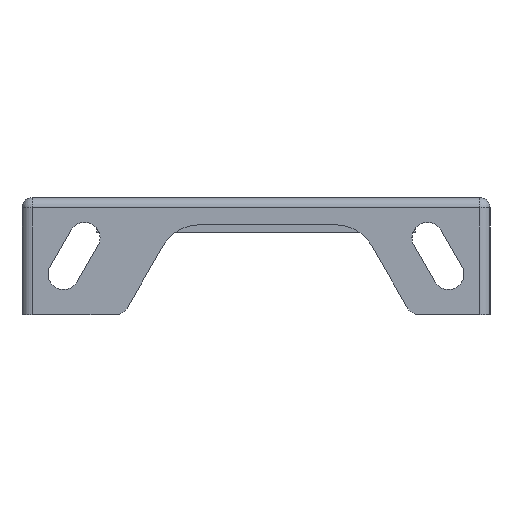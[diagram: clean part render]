
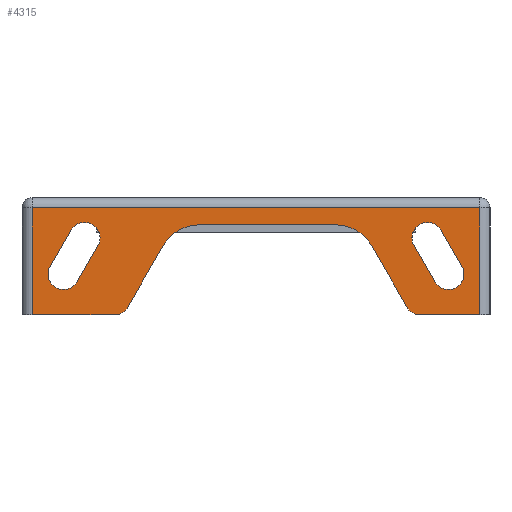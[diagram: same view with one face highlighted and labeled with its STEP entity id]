
A CAD part, left-side view. The second image highlights one B-rep face of the part: STEP entity #4315.
In plain terms, the highlighted planar face has unit normal (-1, 0, 0).
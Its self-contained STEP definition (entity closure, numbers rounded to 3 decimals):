
#44=FACE_BOUND('',#465,.T.);
#45=FACE_BOUND('',#466,.T.);
#93=PLANE('',#4622);
#218=FACE_OUTER_BOUND('',#464,.T.);
#464=EDGE_LOOP('',(#3088,#3089,#3090,#3091,#3092,#3093,#3094,#3095,#3096,
#3097,#3098,#3099));
#465=EDGE_LOOP('',(#3100,#3101,#3102,#3103));
#466=EDGE_LOOP('',(#3104,#3105,#3106,#3107));
#796=LINE('',#6621,#1228);
#799=LINE('',#6628,#1231);
#804=LINE('',#6642,#1236);
#806=LINE('',#6646,#1238);
#807=LINE('',#6650,#1239);
#808=LINE('',#6654,#1240);
#809=LINE('',#6658,#1241);
#810=LINE('',#6661,#1242);
#811=LINE('',#6664,#1243);
#812=LINE('',#6668,#1244);
#813=LINE('',#6674,#1245);
#814=LINE('',#6677,#1246);
#1228=VECTOR('',#5246,10.);
#1231=VECTOR('',#5253,10.);
#1236=VECTOR('',#5268,10.);
#1238=VECTOR('',#5272,10.);
#1239=VECTOR('',#5275,10.);
#1240=VECTOR('',#5278,10.);
#1241=VECTOR('',#5281,10.);
#1242=VECTOR('',#5284,10.);
#1243=VECTOR('',#5285,10.);
#1244=VECTOR('',#5288,10.);
#1245=VECTOR('',#5293,10.);
#1246=VECTOR('',#5296,10.);
#1656=CIRCLE('',#4623,1.2);
#1657=CIRCLE('',#4624,4.);
#1658=CIRCLE('',#4625,4.);
#1659=CIRCLE('',#4626,1.2);
#1660=CIRCLE('',#4627,1.5);
#1661=CIRCLE('',#4628,1.5);
#1662=CIRCLE('',#4629,1.5);
#1663=CIRCLE('',#4630,1.5);
#1935=VERTEX_POINT('',#6582);
#1941=VERTEX_POINT('',#6596);
#1948=VERTEX_POINT('',#6624);
#1953=VERTEX_POINT('',#6640);
#1954=VERTEX_POINT('',#6645);
#1955=VERTEX_POINT('',#6647);
#1956=VERTEX_POINT('',#6649);
#1957=VERTEX_POINT('',#6651);
#1958=VERTEX_POINT('',#6653);
#1959=VERTEX_POINT('',#6655);
#1960=VERTEX_POINT('',#6657);
#1961=VERTEX_POINT('',#6659);
#1962=VERTEX_POINT('',#6662);
#1963=VERTEX_POINT('',#6663);
#1964=VERTEX_POINT('',#6665);
#1965=VERTEX_POINT('',#6667);
#1966=VERTEX_POINT('',#6670);
#1967=VERTEX_POINT('',#6671);
#1968=VERTEX_POINT('',#6673);
#1969=VERTEX_POINT('',#6675);
#2393=EDGE_CURVE('',#1935,#1941,#796,.T.);
#2397=EDGE_CURVE('',#1941,#1948,#799,.T.);
#2404=EDGE_CURVE('',#1953,#1935,#804,.T.);
#2406=EDGE_CURVE('',#1954,#1953,#806,.T.);
#2407=EDGE_CURVE('',#1954,#1955,#1656,.T.);
#2408=EDGE_CURVE('',#1955,#1956,#807,.T.);
#2409=EDGE_CURVE('',#1956,#1957,#1657,.T.);
#2410=EDGE_CURVE('',#1957,#1958,#808,.T.);
#2411=EDGE_CURVE('',#1958,#1959,#1658,.T.);
#2412=EDGE_CURVE('',#1959,#1960,#809,.T.);
#2413=EDGE_CURVE('',#1960,#1961,#1659,.T.);
#2414=EDGE_CURVE('',#1948,#1961,#810,.T.);
#2415=EDGE_CURVE('',#1962,#1963,#811,.T.);
#2416=EDGE_CURVE('',#1963,#1964,#1660,.T.);
#2417=EDGE_CURVE('',#1964,#1965,#812,.T.);
#2418=EDGE_CURVE('',#1965,#1962,#1661,.T.);
#2419=EDGE_CURVE('',#1966,#1967,#1662,.T.);
#2420=EDGE_CURVE('',#1967,#1968,#813,.T.);
#2421=EDGE_CURVE('',#1968,#1969,#1663,.T.);
#2422=EDGE_CURVE('',#1969,#1966,#814,.T.);
#3088=ORIENTED_EDGE('',*,*,#2397,.F.);
#3089=ORIENTED_EDGE('',*,*,#2393,.F.);
#3090=ORIENTED_EDGE('',*,*,#2404,.F.);
#3091=ORIENTED_EDGE('',*,*,#2406,.F.);
#3092=ORIENTED_EDGE('',*,*,#2407,.T.);
#3093=ORIENTED_EDGE('',*,*,#2408,.T.);
#3094=ORIENTED_EDGE('',*,*,#2409,.T.);
#3095=ORIENTED_EDGE('',*,*,#2410,.T.);
#3096=ORIENTED_EDGE('',*,*,#2411,.T.);
#3097=ORIENTED_EDGE('',*,*,#2412,.T.);
#3098=ORIENTED_EDGE('',*,*,#2413,.T.);
#3099=ORIENTED_EDGE('',*,*,#2414,.F.);
#3100=ORIENTED_EDGE('',*,*,#2415,.T.);
#3101=ORIENTED_EDGE('',*,*,#2416,.T.);
#3102=ORIENTED_EDGE('',*,*,#2417,.T.);
#3103=ORIENTED_EDGE('',*,*,#2418,.T.);
#3104=ORIENTED_EDGE('',*,*,#2419,.T.);
#3105=ORIENTED_EDGE('',*,*,#2420,.T.);
#3106=ORIENTED_EDGE('',*,*,#2421,.T.);
#3107=ORIENTED_EDGE('',*,*,#2422,.T.);
#4315=ADVANCED_FACE('',(#218,#44,#45),#93,.T.);
#4622=AXIS2_PLACEMENT_3D('',#6644,#5270,#5271);
#4623=AXIS2_PLACEMENT_3D('',#6648,#5273,#5274);
#4624=AXIS2_PLACEMENT_3D('',#6652,#5276,#5277);
#4625=AXIS2_PLACEMENT_3D('',#6656,#5279,#5280);
#4626=AXIS2_PLACEMENT_3D('',#6660,#5282,#5283);
#4627=AXIS2_PLACEMENT_3D('',#6666,#5286,#5287);
#4628=AXIS2_PLACEMENT_3D('',#6669,#5289,#5290);
#4629=AXIS2_PLACEMENT_3D('',#6672,#5291,#5292);
#4630=AXIS2_PLACEMENT_3D('',#6676,#5294,#5295);
#5246=DIRECTION('',(0.,-1.,0.));
#5253=DIRECTION('',(0.,0.,-1.));
#5268=DIRECTION('',(0.,0.,1.));
#5270=DIRECTION('center_axis',(-1.,0.,0.));
#5271=DIRECTION('ref_axis',(0.,1.,0.));
#5272=DIRECTION('',(0.,1.,0.));
#5273=DIRECTION('center_axis',(-1.,0.,0.));
#5274=DIRECTION('ref_axis',(0.,1.,0.));
#5275=DIRECTION('',(0.,-0.5,0.866));
#5276=DIRECTION('center_axis',(1.,0.,0.));
#5277=DIRECTION('ref_axis',(0.,1.,0.));
#5278=DIRECTION('',(0.,-1.,0.));
#5279=DIRECTION('center_axis',(1.,0.,0.));
#5280=DIRECTION('ref_axis',(0.,1.,0.));
#5281=DIRECTION('',(0.,-0.5,-0.866));
#5282=DIRECTION('center_axis',(-1.,0.,0.));
#5283=DIRECTION('ref_axis',(0.,1.,0.));
#5284=DIRECTION('',(0.,1.,0.));
#5285=DIRECTION('',(0.,0.5,-0.866));
#5286=DIRECTION('center_axis',(1.,0.,0.));
#5287=DIRECTION('ref_axis',(0.,1.,0.));
#5288=DIRECTION('',(0.,-0.5,0.866));
#5289=DIRECTION('center_axis',(1.,0.,0.));
#5290=DIRECTION('ref_axis',(0.,1.,0.));
#5291=DIRECTION('center_axis',(1.,0.,0.));
#5292=DIRECTION('ref_axis',(0.,1.,0.));
#5293=DIRECTION('',(0.,0.5,0.866));
#5294=DIRECTION('center_axis',(1.,0.,0.));
#5295=DIRECTION('ref_axis',(0.,1.,0.));
#5296=DIRECTION('',(0.,-0.5,-0.866));
#6582=CARTESIAN_POINT('',(-42.5,21.5,17.412));
#6596=CARTESIAN_POINT('',(-42.5,-21.5,17.412));
#6621=CARTESIAN_POINT('',(-42.5,-11.25,17.412));
#6624=CARTESIAN_POINT('',(-42.5,-21.5,7.16));
#6628=CARTESIAN_POINT('',(-42.5,-21.5,18.412));
#6640=CARTESIAN_POINT('',(-42.5,21.5,7.16));
#6642=CARTESIAN_POINT('',(-42.5,21.5,18.412));
#6644=CARTESIAN_POINT('Origin',(-42.5,-22.5,18.412));
#6645=CARTESIAN_POINT('',(-42.5,13.436,7.16));
#6646=CARTESIAN_POINT('',(-42.5,-22.5,7.16));
#6647=CARTESIAN_POINT('',(-42.5,12.397,7.76));
#6648=CARTESIAN_POINT('Origin',(-42.5,13.436,8.36));
#6649=CARTESIAN_POINT('',(-42.5,8.918,13.786));
#6650=CARTESIAN_POINT('',(-42.5,3.989,22.323));
#6651=CARTESIAN_POINT('',(-42.5,5.454,15.786));
#6652=CARTESIAN_POINT('Origin',(-42.5,5.454,11.786));
#6653=CARTESIAN_POINT('',(-42.5,-7.646,15.786));
#6654=CARTESIAN_POINT('',(-42.5,-15.073,15.786));
#6655=CARTESIAN_POINT('',(-42.5,-11.11,13.786));
#6656=CARTESIAN_POINT('Origin',(-42.5,-7.646,11.786));
#6657=CARTESIAN_POINT('',(-42.5,-14.589,7.76));
#6658=CARTESIAN_POINT('',(-42.5,-13.272,10.042));
#6659=CARTESIAN_POINT('',(-42.5,-15.628,7.16));
#6660=CARTESIAN_POINT('Origin',(-42.5,-15.628,8.36));
#6661=CARTESIAN_POINT('',(-42.5,-22.5,7.16));
#6662=CARTESIAN_POINT('',(-42.5,15.201,13.768));
#6663=CARTESIAN_POINT('',(-42.5,17.201,10.304));
#6664=CARTESIAN_POINT('',(-42.5,10.483,21.94));
#6665=CARTESIAN_POINT('',(-42.5,19.799,11.804));
#6666=CARTESIAN_POINT('Origin',(-42.5,18.5,11.054));
#6667=CARTESIAN_POINT('',(-42.5,17.799,15.268));
#6668=CARTESIAN_POINT('',(-42.5,12.081,25.172));
#6669=CARTESIAN_POINT('Origin',(-42.5,16.5,14.518));
#6670=CARTESIAN_POINT('',(-42.5,-19.799,11.804));
#6671=CARTESIAN_POINT('',(-42.5,-17.201,10.304));
#6672=CARTESIAN_POINT('Origin',(-42.5,-18.5,11.054));
#6673=CARTESIAN_POINT('',(-42.5,-15.201,13.768));
#6674=CARTESIAN_POINT('',(-42.5,-15.108,13.929));
#6675=CARTESIAN_POINT('',(-42.5,-17.799,15.268));
#6676=CARTESIAN_POINT('Origin',(-42.5,-16.5,14.518));
#6677=CARTESIAN_POINT('',(-42.5,-18.706,13.697));
